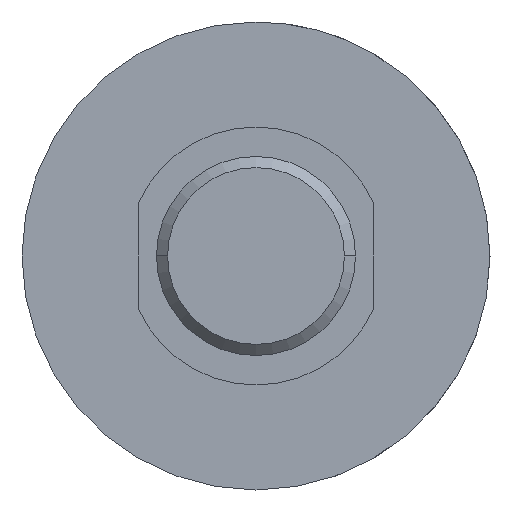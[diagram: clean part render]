
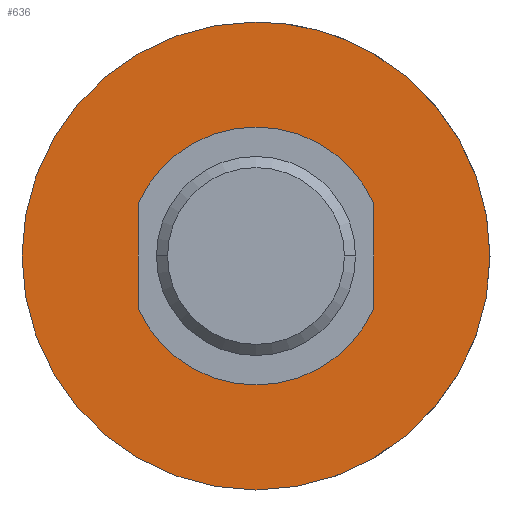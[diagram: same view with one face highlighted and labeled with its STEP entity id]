
A CAD part, left-side view. The second image highlights one B-rep face of the part: STEP entity #636.
In plain terms, the highlighted planar face has unit normal (-1, 0, 0).
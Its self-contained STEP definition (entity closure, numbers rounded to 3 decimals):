
#132=CARTESIAN_POINT('',(52.0,0.,31.75));
#133=VERTEX_POINT('',#132);
#142=CARTESIAN_POINT('',(52.0,-16.0,27.424));
#143=VERTEX_POINT('',#142);
#144=CARTESIAN_POINT('',(52.0,0.0,0.0));
#145=DIRECTION('',(1.0,0.0,0.0));
#146=DIRECTION('',(0.0,0.0,1.0));
#147=AXIS2_PLACEMENT_3D('',#144,#145,#146);
#148=CIRCLE('',#147,31.75);
#149=EDGE_CURVE('',#133,#143,#148,.T.);
#151=CARTESIAN_POINT('',(52.0,0.,-31.75));
#152=VERTEX_POINT('',#151);
#153=CARTESIAN_POINT('',(52.0,0.0,0.0));
#154=DIRECTION('',(1.0,0.0,0.0));
#155=DIRECTION('',(0.0,0.0,1.0));
#156=AXIS2_PLACEMENT_3D('',#153,#154,#155);
#157=CIRCLE('',#156,31.75);
#158=EDGE_CURVE('',#143,#152,#157,.T.);
#269=CARTESIAN_POINT('',(52.0,0.,17.5));
#270=VERTEX_POINT('',#269);
#286=CARTESIAN_POINT('',(52.0,-16.0,7.089));
#287=VERTEX_POINT('',#286);
#294=CARTESIAN_POINT('',(52.0,0.0,0.0));
#295=DIRECTION('',(1.0,0.0,0.0));
#296=DIRECTION('',(0.0,0.0,1.0));
#297=AXIS2_PLACEMENT_3D('',#294,#295,#296);
#298=CIRCLE('',#297,17.5);
#299=EDGE_CURVE('',#270,#287,#298,.T.);
#309=CARTESIAN_POINT('',(52.0,0.,-17.5));
#310=VERTEX_POINT('',#309);
#319=CARTESIAN_POINT('',(52.0,-16.0,-7.089));
#320=VERTEX_POINT('',#319);
#321=CARTESIAN_POINT('',(52.0,0.0,0.0));
#322=DIRECTION('',(1.0,0.0,0.0));
#323=DIRECTION('',(0.0,0.0,1.0));
#324=AXIS2_PLACEMENT_3D('',#321,#322,#323);
#325=CIRCLE('',#324,17.5);
#326=EDGE_CURVE('',#320,#310,#325,.T.);
#551=CARTESIAN_POINT('',(52.0,-16.0,-7.089));
#552=DIRECTION('',(0.0,0.0,1.0));
#553=VECTOR('',#552,14.177);
#554=LINE('',#551,#553);
#555=EDGE_CURVE('',#320,#287,#554,.T.);
#567=CARTESIAN_POINT('',(52.0,16.0,-7.089));
#568=VERTEX_POINT('',#567);
#583=CARTESIAN_POINT('',(52.0,16.0,7.089));
#584=VERTEX_POINT('',#583);
#591=CARTESIAN_POINT('',(52.0,16.0,-7.089));
#592=DIRECTION('',(0.0,0.0,1.0));
#593=VECTOR('',#592,14.177);
#594=LINE('',#591,#593);
#595=EDGE_CURVE('',#568,#584,#594,.T.);
#600=CARTESIAN_POINT('',(52.0,0.0,15.875));
#601=DIRECTION('',(-1.0,0.0,0.0));
#602=DIRECTION('',(0.0,0.0,1.0));
#603=AXIS2_PLACEMENT_3D('',#600,#601,#602);
#604=PLANE('',#603);
#605=ORIENTED_EDGE('',*,*,#158,.F.);
#606=ORIENTED_EDGE('',*,*,#149,.F.);
#607=CARTESIAN_POINT('',(52.0,0.0,0.0));
#608=DIRECTION('',(1.0,0.0,0.0));
#609=DIRECTION('',(0.0,0.0,1.0));
#610=AXIS2_PLACEMENT_3D('',#607,#608,#609);
#611=CIRCLE('',#610,31.75);
#612=EDGE_CURVE('',#152,#133,#611,.T.);
#613=ORIENTED_EDGE('',*,*,#612,.F.);
#614=EDGE_LOOP('',(#605,#606,#613));
#615=FACE_OUTER_BOUND('',#614,.T.);
#616=ORIENTED_EDGE('',*,*,#326,.T.);
#617=CARTESIAN_POINT('',(52.0,0.0,0.0));
#618=DIRECTION('',(1.0,0.0,0.0));
#619=DIRECTION('',(0.0,0.0,1.0));
#620=AXIS2_PLACEMENT_3D('',#617,#618,#619);
#621=CIRCLE('',#620,17.5);
#622=EDGE_CURVE('',#310,#568,#621,.T.);
#623=ORIENTED_EDGE('',*,*,#622,.T.);
#624=ORIENTED_EDGE('',*,*,#595,.T.);
#625=CARTESIAN_POINT('',(52.0,0.0,0.0));
#626=DIRECTION('',(1.0,0.0,0.0));
#627=DIRECTION('',(0.0,0.0,1.0));
#628=AXIS2_PLACEMENT_3D('',#625,#626,#627);
#629=CIRCLE('',#628,17.5);
#630=EDGE_CURVE('',#584,#270,#629,.T.);
#631=ORIENTED_EDGE('',*,*,#630,.T.);
#632=ORIENTED_EDGE('',*,*,#299,.T.);
#633=ORIENTED_EDGE('',*,*,#555,.F.);
#634=EDGE_LOOP('',(#616,#623,#624,#631,#632,#633));
#635=FACE_BOUND('',#634,.T.);
#636=ADVANCED_FACE('',(#615,#635),#604,.T.);
